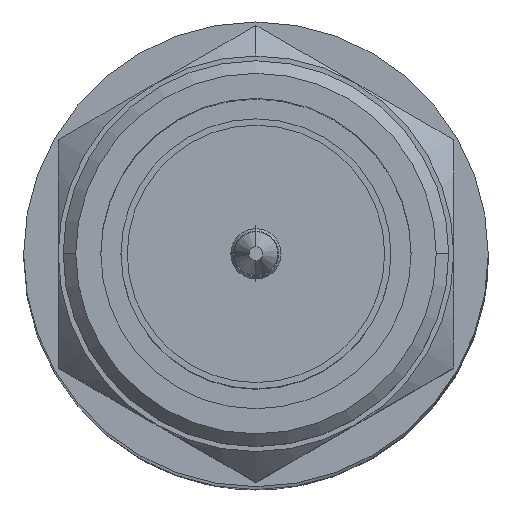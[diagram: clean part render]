
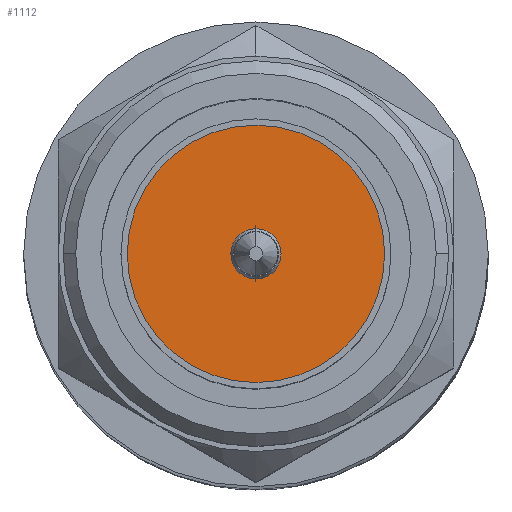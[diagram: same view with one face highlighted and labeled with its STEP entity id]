
A CAD part, top view. The second image highlights one B-rep face of the part: STEP entity #1112.
In plain terms, the highlighted face is planar.
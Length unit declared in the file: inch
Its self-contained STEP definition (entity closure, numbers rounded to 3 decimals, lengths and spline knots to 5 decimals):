
#47 = AXIS2_PLACEMENT_3D ( 'NONE', #1330, #240, #756 ) ;
#240 = DIRECTION ( 'NONE',  ( 0., 1., 0. ) ) ;
#400 = CARTESIAN_POINT ( 'NONE',  ( 0., 0.08781, 0. ) ) ;
#441 = CARTESIAN_POINT ( 'NONE',  ( 0., 0.08781, -0.02 ) ) ;
#555 = DIRECTION ( 'NONE',  ( 0., 1., 0. ) ) ;
#619 = ORIENTED_EDGE ( 'NONE', *, *, #2458, .F. ) ;
#675 = CARTESIAN_POINT ( 'NONE',  ( 0.18184, 0.08781, 0. ) ) ;
#756 = DIRECTION ( 'NONE',  ( 0., 0., 1. ) ) ;
#831 = VERTEX_POINT ( 'NONE', #1495 ) ;
#856 = EDGE_LOOP ( 'NONE', ( #2225, #1793 ) ) ;
#942 = FACE_OUTER_BOUND ( 'NONE', #856, .T. ) ;
#1029 = VERTEX_POINT ( 'NONE', #1596 ) ;
#1112 = ADVANCED_FACE ( 'NONE', ( #2453, #942 ), #3028, .T. ) ;
#1174 = CARTESIAN_POINT ( 'NONE',  ( 0., 0.08781, 0.02 ) ) ;
#1307 = DIRECTION ( 'NONE',  ( 0., 0., 1. ) ) ;
#1330 = CARTESIAN_POINT ( 'NONE',  ( 0., 0.08781, 0. ) ) ;
#1375 = AXIS2_PLACEMENT_3D ( 'NONE', #2575, #555, #1307 ) ;
#1418 = EDGE_LOOP ( 'NONE', ( #619, #1870 ) ) ;
#1495 = CARTESIAN_POINT ( 'NONE',  ( 0., 0.08781, -0.1025 ) ) ;
#1596 = CARTESIAN_POINT ( 'NONE',  ( 0., 0.08781, 0.1025 ) ) ;
#1697 = DIRECTION ( 'NONE',  ( 0., 0., 1. ) ) ;
#1768 = DIRECTION ( 'NONE',  ( 0., 1., 0. ) ) ;
#1793 = ORIENTED_EDGE ( 'NONE', *, *, #2418, .T. ) ;
#1870 = ORIENTED_EDGE ( 'NONE', *, *, #2081, .F. ) ;
#1906 = CIRCLE ( 'NONE', #1375, 0.1025 ) ;
#2073 = DIRECTION ( 'NONE',  ( 0., 1., 0. ) ) ;
#2081 = EDGE_CURVE ( 'NONE', #2315, #3183, #3127, .T. ) ;
#2098 = DIRECTION ( 'NONE',  ( 0., 0., 1. ) ) ;
#2225 = ORIENTED_EDGE ( 'NONE', *, *, #3164, .T. ) ;
#2315 = VERTEX_POINT ( 'NONE', #441 ) ;
#2418 = EDGE_CURVE ( 'NONE', #831, #1029, #1906, .T. ) ;
#2453 = FACE_BOUND ( 'NONE', #1418, .T. ) ;
#2458 = EDGE_CURVE ( 'NONE', #3183, #2315, #2703, .T. ) ;
#2554 = CIRCLE ( 'NONE', #3030, 0.1025 ) ;
#2575 = CARTESIAN_POINT ( 'NONE',  ( 0., 0.08781, 0. ) ) ;
#2703 = CIRCLE ( 'NONE', #3174, 0.02 ) ;
#2807 = CARTESIAN_POINT ( 'NONE',  ( 0., 0.08781, 0. ) ) ;
#2812 = AXIS2_PLACEMENT_3D ( 'NONE', #675, #1768, #1697 ) ;
#2945 = DIRECTION ( 'NONE',  ( 0., 1., 0. ) ) ;
#3028 = PLANE ( 'NONE',  #2812 ) ;
#3030 = AXIS2_PLACEMENT_3D ( 'NONE', #400, #2945, #3178 ) ;
#3127 = CIRCLE ( 'NONE', #47, 0.02 ) ;
#3164 = EDGE_CURVE ( 'NONE', #1029, #831, #2554, .T. ) ;
#3174 = AXIS2_PLACEMENT_3D ( 'NONE', #2807, #2073, #2098 ) ;
#3178 = DIRECTION ( 'NONE',  ( 0., 0., 1. ) ) ;
#3183 = VERTEX_POINT ( 'NONE', #1174 ) ;
